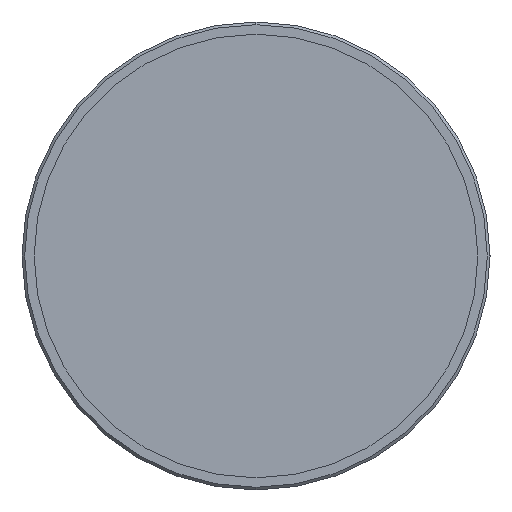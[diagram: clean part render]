
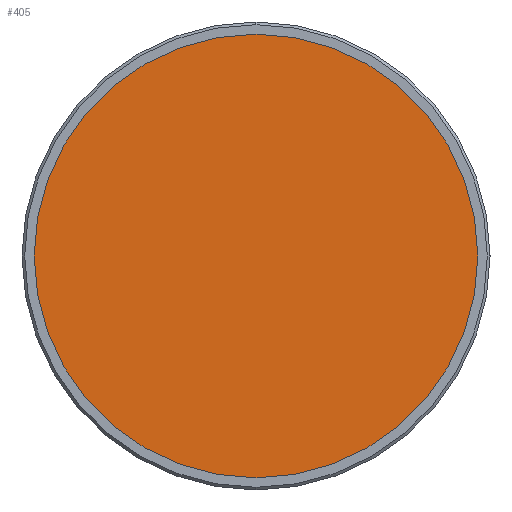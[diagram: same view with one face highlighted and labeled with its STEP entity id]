
A CAD part, left-side view. The second image highlights one B-rep face of the part: STEP entity #405.
In plain terms, the highlighted planar face has unit normal (-1, 0, 0).
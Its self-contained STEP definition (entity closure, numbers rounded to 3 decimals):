
#15 = ORIENTED_EDGE ( 'NONE', *, *, #1841, .T. ) ;
#118 = DIRECTION ( 'NONE',  ( -1., 0., 0. ) ) ;
#214 = PLANE ( 'NONE',  #877 ) ;
#244 = CARTESIAN_POINT ( 'NONE',  ( 2.574, 0., -82. ) ) ;
#251 = CARTESIAN_POINT ( 'NONE',  ( 2.574, 0., 0. ) ) ;
#280 = FACE_OUTER_BOUND ( 'NONE', #632, .T. ) ;
#376 = VERTEX_POINT ( 'NONE', #1331 ) ;
#405 = ADVANCED_FACE ( 'NONE', ( #280 ), #214, .T. ) ;
#632 = EDGE_LOOP ( 'NONE', ( #1594, #15 ) ) ;
#710 = CIRCLE ( 'NONE', #758, 82. ) ;
#754 = DIRECTION ( 'NONE',  ( 0., 0., 1. ) ) ;
#758 = AXIS2_PLACEMENT_3D ( 'NONE', #1261, #1551, #1605 ) ;
#843 = CARTESIAN_POINT ( 'NONE',  ( 2.574, 0., 0. ) ) ;
#877 = AXIS2_PLACEMENT_3D ( 'NONE', #843, #118, #1131 ) ;
#1073 = EDGE_CURVE ( 'NONE', #376, #1676, #1680, .T. ) ;
#1131 = DIRECTION ( 'NONE',  ( 0., 0., 1. ) ) ;
#1217 = AXIS2_PLACEMENT_3D ( 'NONE', #251, #2089, #754 ) ;
#1261 = CARTESIAN_POINT ( 'NONE',  ( 2.574, 0., 0. ) ) ;
#1331 = CARTESIAN_POINT ( 'NONE',  ( 2.574, 0., 82. ) ) ;
#1551 = DIRECTION ( 'NONE',  ( -1., 0., 0. ) ) ;
#1594 = ORIENTED_EDGE ( 'NONE', *, *, #1073, .T. ) ;
#1605 = DIRECTION ( 'NONE',  ( 0., 0., 1. ) ) ;
#1676 = VERTEX_POINT ( 'NONE', #244 ) ;
#1680 = CIRCLE ( 'NONE', #1217, 82. ) ;
#1841 = EDGE_CURVE ( 'NONE', #1676, #376, #710, .T. ) ;
#2089 = DIRECTION ( 'NONE',  ( -1., 0., 0. ) ) ;
